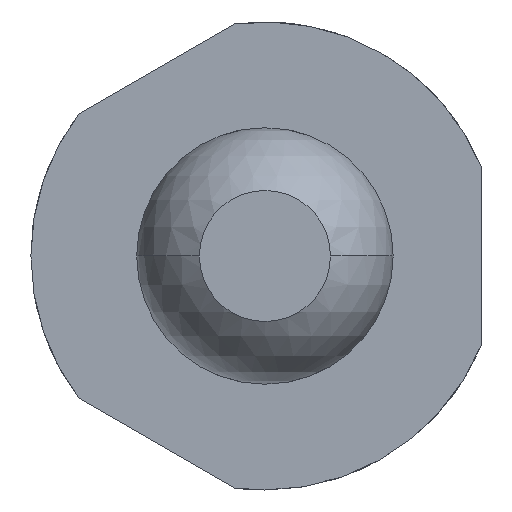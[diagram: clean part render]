
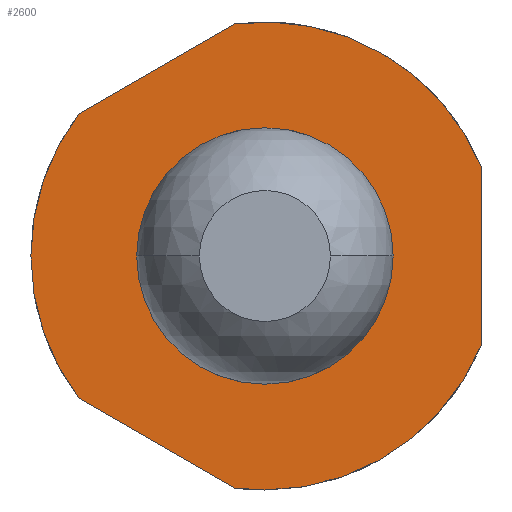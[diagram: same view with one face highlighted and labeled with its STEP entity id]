
A CAD part, front view. The second image highlights one B-rep face of the part: STEP entity #2600.
In plain terms, the highlighted planar face has unit normal (0, -1, 0).
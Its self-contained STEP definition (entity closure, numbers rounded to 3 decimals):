
#108 = CIRCLE ( 'NONE', #1112, 1.25 ) ;
#155 = AXIS2_PLACEMENT_3D ( 'NONE', #404, #756, #2145 ) ;
#182 = CARTESIAN_POINT ( 'NONE',  ( 0., 6.4, 0.45 ) ) ;
#231 = VERTEX_POINT ( 'NONE', #779 ) ;
#343 = VERTEX_POINT ( 'NONE', #3503 ) ;
#388 = AXIS2_PLACEMENT_3D ( 'NONE', #3679, #3329, #2572 ) ;
#404 = CARTESIAN_POINT ( 'NONE',  ( 0., 6.4, 0. ) ) ;
#515 = CARTESIAN_POINT ( 'NONE',  ( 0., 6.4, 0. ) ) ;
#524 = EDGE_LOOP ( 'NONE', ( #1978, #2850 ) ) ;
#625 = ORIENTED_EDGE ( 'NONE', *, *, #4092, .F. ) ;
#756 = DIRECTION ( 'NONE',  ( 0., 1., 0. ) ) ;
#770 = CARTESIAN_POINT ( 'NONE',  ( 0., 6.4, 0. ) ) ;
#779 = CARTESIAN_POINT ( 'NONE',  ( 1.155, 6.4, 0.479 ) ) ;
#886 = DIRECTION ( 'NONE',  ( 0., 1., 0. ) ) ;
#948 = DIRECTION ( 'NONE',  ( 0., 0., -1. ) ) ;
#961 = DIRECTION ( 'NONE',  ( 0.866, 0., -0.5 ) ) ;
#1059 = DIRECTION ( 'NONE',  ( 0., 0., -1. ) ) ;
#1108 = ORIENTED_EDGE ( 'NONE', *, *, #2074, .T. ) ;
#1112 = AXIS2_PLACEMENT_3D ( 'NONE', #515, #886, #948 ) ;
#1121 = CARTESIAN_POINT ( 'NONE',  ( -1.25, 6.4, 0. ) ) ;
#1142 = VERTEX_POINT ( 'NONE', #1228 ) ;
#1228 = CARTESIAN_POINT ( 'NONE',  ( -0.992, 6.4, -0.761 ) ) ;
#1232 = EDGE_CURVE ( 'Defeature ausgef�hrt1_10+Defeature ausgef�hrt1_6+Defeature ausgef�hrt1_6+Defeature ausgef�hrt1_6', #4162, #1854, #4117, .T. ) ;
#1236 = CIRCLE ( 'NONE', #388, 1.25 ) ;
#1244 = LINE ( 'NONE', #3438, #2639 ) ;
#1295 = CARTESIAN_POINT ( 'NONE',  ( 0., 6.4, 0. ) ) ;
#1518 = DIRECTION ( 'NONE',  ( 0., 1., 0. ) ) ;
#1593 = VERTEX_POINT ( 'NONE', #1605 ) ;
#1605 = CARTESIAN_POINT ( 'NONE',  ( -0.992, 6.4, 0.761 ) ) ;
#1670 = ORIENTED_EDGE ( 'NONE', *, *, #2466, .T. ) ;
#1748 = CARTESIAN_POINT ( 'NONE',  ( -1.515, 6.4, 0.459 ) ) ;
#1765 = EDGE_CURVE ( 'Defeature ausgef�hrt1_9+Defeature ausgef�hrt1_10+Defeature ausgef�hrt1_11+Defeature ausgef�hrt1_13', #2812, #343, #4326, .T. ) ;
#1854 = VERTEX_POINT ( 'NONE', #3252 ) ;
#1862 = AXIS2_PLACEMENT_3D ( 'NONE', #770, #3268, #1059 ) ;
#1958 = CARTESIAN_POINT ( 'NONE',  ( 0., 6.4, -1.25 ) ) ;
#1978 = ORIENTED_EDGE ( 'NONE', *, *, #1232, .T. ) ;
#2057 = AXIS2_PLACEMENT_3D ( 'NONE', #1121, #1518, #2606 ) ;
#2074 = EDGE_CURVE ( 'Defeature ausgef�hrt1_10+Defeature ausgef�hrt1_11+Defeature ausgef�hrt1_9+Defeature ausgef�hrt1_7', #2857, #231, #2106, .T. ) ;
#2106 = LINE ( 'NONE', #2471, #4167 ) ;
#2145 = DIRECTION ( 'NONE',  ( 0., 0., -1. ) ) ;
#2164 = DIRECTION ( 'NONE',  ( 0., 0., -1. ) ) ;
#2335 = CARTESIAN_POINT ( 'NONE',  ( 0., 6.4, 0. ) ) ;
#2403 = DIRECTION ( 'NONE',  ( 0., 1., 0. ) ) ;
#2443 = DIRECTION ( 'NONE',  ( -0.866, 0., -0.5 ) ) ;
#2457 = DIRECTION ( 'NONE',  ( 0., 0., 1. ) ) ;
#2466 = EDGE_CURVE ( 'Defeature ausgef�hrt1_10+Defeature ausgef�hrt1_13+Defeature ausgef�hrt1_8+Defeature ausgef�hrt1_9', #1142, #343, #1244, .T. ) ;
#2471 = CARTESIAN_POINT ( 'NONE',  ( 1.155, 6.4, 0. ) ) ;
#2571 = PLANE ( 'NONE',  #2057 ) ;
#2572 = DIRECTION ( 'NONE',  ( 0., 0., -1. ) ) ;
#2600 = ADVANCED_FACE ( 'Defeature ausgef�hrt1_10', ( #4581, #4210 ), #2571, .F. ) ;
#2606 = DIRECTION ( 'NONE',  ( 0., 0., -1. ) ) ;
#2639 = VECTOR ( 'NONE', #961, 1000. ) ;
#2730 = DIRECTION ( 'NONE',  ( 0., 1., 0. ) ) ;
#2812 = VERTEX_POINT ( 'NONE', #1958 ) ;
#2847 = VERTEX_POINT ( 'NONE', #3456 ) ;
#2850 = ORIENTED_EDGE ( 'NONE', *, *, #3547, .T. ) ;
#2857 = VERTEX_POINT ( 'NONE', #3499 ) ;
#2901 = ORIENTED_EDGE ( 'NONE', *, *, #3807, .T. ) ;
#2948 = ORIENTED_EDGE ( 'NONE', *, *, #1765, .F. ) ;
#3034 = EDGE_LOOP ( 'NONE', ( #3957, #2901, #3926, #1670, #2948, #625, #1108 ) ) ;
#3099 = AXIS2_PLACEMENT_3D ( 'NONE', #1295, #2730, #3789 ) ;
#3238 = LINE ( 'NONE', #1748, #3702 ) ;
#3252 = CARTESIAN_POINT ( 'NONE',  ( 0., 6.4, -0.45 ) ) ;
#3268 = DIRECTION ( 'NONE',  ( 0., 1., 0. ) ) ;
#3329 = DIRECTION ( 'NONE',  ( 0., 1., 0. ) ) ;
#3438 = CARTESIAN_POINT ( 'NONE',  ( -1.515, 6.4, -0.459 ) ) ;
#3456 = CARTESIAN_POINT ( 'NONE',  ( -0.163, 6.4, 1.239 ) ) ;
#3499 = CARTESIAN_POINT ( 'NONE',  ( 1.155, 6.4, -0.479 ) ) ;
#3503 = CARTESIAN_POINT ( 'NONE',  ( -0.163, 6.4, -1.239 ) ) ;
#3547 = EDGE_CURVE ( 'Defeature ausgef�hrt1_10+Defeature ausgef�hrt1_6+Defeature ausgef�hrt1_6+Defeature ausgef�hrt1_6', #1854, #4162, #4049, .T. ) ;
#3679 = CARTESIAN_POINT ( 'NONE',  ( 0., 6.4, 0. ) ) ;
#3702 = VECTOR ( 'NONE', #2443, 1000. ) ;
#3789 = DIRECTION ( 'NONE',  ( 0., 0., -1. ) ) ;
#3807 = EDGE_CURVE ( 'Defeature ausgef�hrt1_10+Defeature ausgef�hrt1_12+Defeature ausgef�hrt1_7+Defeature ausgef�hrt1_8', #2847, #1593, #3238, .T. ) ;
#3926 = ORIENTED_EDGE ( 'NONE', *, *, #4498, .F. ) ;
#3957 = ORIENTED_EDGE ( 'NONE', *, *, #4226, .F. ) ;
#4049 = CIRCLE ( 'NONE', #155, 0.45 ) ;
#4092 = EDGE_CURVE ( 'Defeature ausgef�hrt1_9+Defeature ausgef�hrt1_10+Defeature ausgef�hrt1_11+Defeature ausgef�hrt1_13', #2857, #2812, #1236, .T. ) ;
#4117 = CIRCLE ( 'NONE', #1862, 0.45 ) ;
#4162 = VERTEX_POINT ( 'NONE', #182 ) ;
#4167 = VECTOR ( 'NONE', #2457, 1000. ) ;
#4210 = FACE_BOUND ( 'NONE', #524, .T. ) ;
#4226 = EDGE_CURVE ( 'Defeature ausgef�hrt1_7+Defeature ausgef�hrt1_10+Defeature ausgef�hrt1_12+Defeature ausgef�hrt1_11', #2847, #231, #108, .T. ) ;
#4326 = CIRCLE ( 'NONE', #4456, 1.25 ) ;
#4456 = AXIS2_PLACEMENT_3D ( 'NONE', #2335, #2403, #2164 ) ;
#4498 = EDGE_CURVE ( 'Defeature ausgef�hrt1_8+Defeature ausgef�hrt1_10+Defeature ausgef�hrt1_13+Defeature ausgef�hrt1_12', #1142, #1593, #4578, .T. ) ;
#4578 = CIRCLE ( 'NONE', #3099, 1.25 ) ;
#4581 = FACE_OUTER_BOUND ( 'NONE', #3034, .T. ) ;
